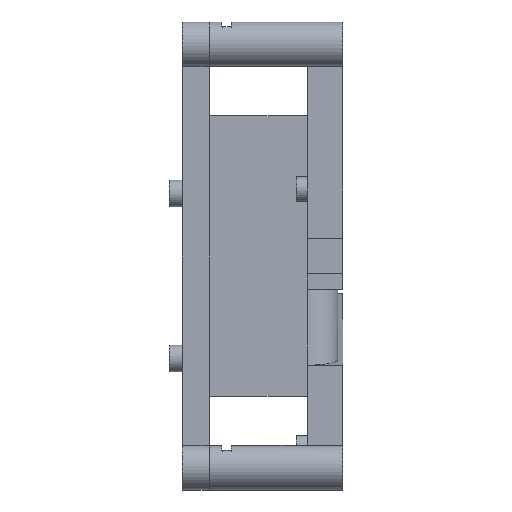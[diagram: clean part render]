
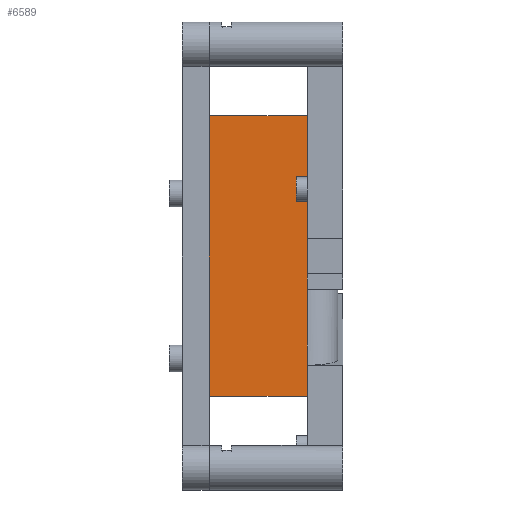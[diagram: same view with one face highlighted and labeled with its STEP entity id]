
A CAD part, left-side view. The second image highlights one B-rep face of the part: STEP entity #6589.
In plain terms, the highlighted planar face has unit normal (-1, 0, 0).
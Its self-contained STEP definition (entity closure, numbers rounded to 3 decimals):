
#296=FACE_OUTER_BOUND('',#673,.T.);
#673=EDGE_LOOP('',(#5106,#5107,#5108,#5109));
#1074=LINE('',#9496,#1878);
#1367=LINE('',#10143,#2171);
#1368=LINE('',#10146,#2172);
#1369=LINE('',#10147,#2173);
#1878=VECTOR('',#7680,10.);
#2171=VECTOR('',#8185,10.);
#2172=VECTOR('',#8188,10.);
#2173=VECTOR('',#8189,10.);
#2812=VERTEX_POINT('',#9493);
#2813=VERTEX_POINT('',#9495);
#3061=VERTEX_POINT('',#10141);
#3062=VERTEX_POINT('',#10145);
#3494=EDGE_CURVE('',#2812,#2813,#1074,.T.);
#3825=EDGE_CURVE('',#2812,#3061,#1367,.T.);
#3826=EDGE_CURVE('',#3062,#3061,#1368,.T.);
#3827=EDGE_CURVE('',#2813,#3062,#1369,.T.);
#5106=ORIENTED_EDGE('',*,*,#3494,.F.);
#5107=ORIENTED_EDGE('',*,*,#3825,.T.);
#5108=ORIENTED_EDGE('',*,*,#3826,.F.);
#5109=ORIENTED_EDGE('',*,*,#3827,.F.);
#6283=PLANE('',#7033);
#6589=ADVANCED_FACE('',(#296),#6283,.T.);
#7033=AXIS2_PLACEMENT_3D('',#10144,#8186,#8187);
#7680=DIRECTION('',(0.,0.,-1.));
#8185=DIRECTION('',(0.,1.,0.));
#8186=DIRECTION('center_axis',(-1.,0.,0.));
#8187=DIRECTION('ref_axis',(0.,0.,1.));
#8188=DIRECTION('',(0.,0.,1.));
#8189=DIRECTION('',(0.,1.,0.));
#9493=CARTESIAN_POINT('',(60.,8.,31.5));
#9495=CARTESIAN_POINT('',(60.,8.,-31.5));
#9496=CARTESIAN_POINT('',(60.,8.,-15.75));
#10141=CARTESIAN_POINT('',(60.,36.,31.5));
#10143=CARTESIAN_POINT('',(60.,8.,31.5));
#10144=CARTESIAN_POINT('Origin',(60.,8.,-31.5));
#10145=CARTESIAN_POINT('',(60.,36.,-31.5));
#10146=CARTESIAN_POINT('',(60.,36.,-15.75));
#10147=CARTESIAN_POINT('',(60.,8.,-31.5));
